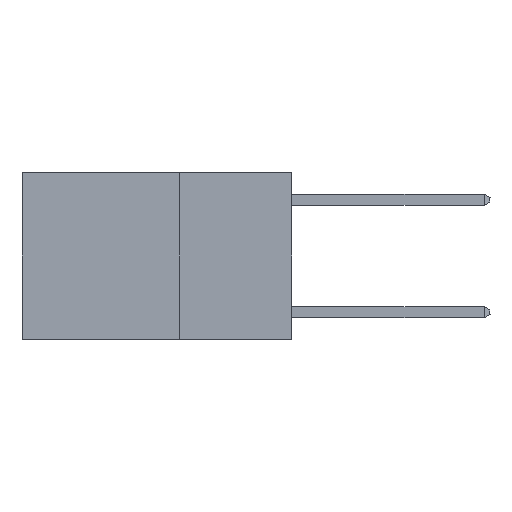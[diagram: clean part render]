
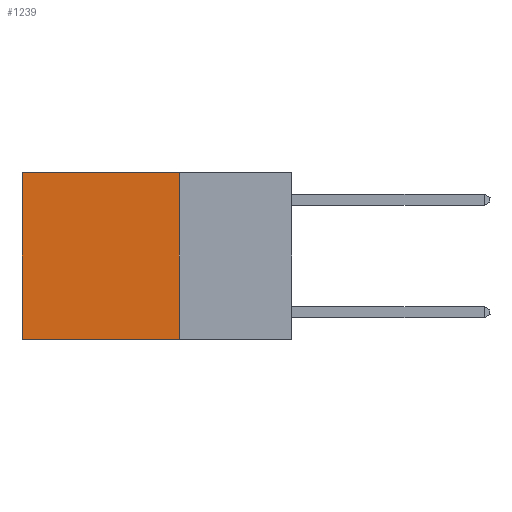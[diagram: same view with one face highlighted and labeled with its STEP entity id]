
A CAD part, left-side view. The second image highlights one B-rep face of the part: STEP entity #1239.
In plain terms, the highlighted planar face has unit normal (-1, 0, 0).
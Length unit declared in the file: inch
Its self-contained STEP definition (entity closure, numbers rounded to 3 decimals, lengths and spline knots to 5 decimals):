
#634 = VECTOR ( 'NONE', #5905, 39.37008 ) ;
#689 = ORIENTED_EDGE ( 'NONE', *, *, #4844, .T. ) ;
#889 = EDGE_CURVE ( 'NONE', #3621, #7171, #4194, .T. ) ;
#1239 = ADVANCED_FACE ( 'NONE', ( #8727 ), #2333, .F. ) ;
#1893 = CARTESIAN_POINT ( 'NONE',  ( 0.2625, 0.6, 0. ) ) ;
#1956 = AXIS2_PLACEMENT_3D ( 'NONE', #9532, #6839, #5903 ) ;
#2114 = ORIENTED_EDGE ( 'NONE', *, *, #889, .T. ) ;
#2321 = EDGE_CURVE ( 'NONE', #3621, #10244, #9846, .T. ) ;
#2333 = PLANE ( 'NONE',  #1956 ) ;
#2787 = CARTESIAN_POINT ( 'NONE',  ( 0.2625, 0.6, -0.37 ) ) ;
#3084 = DIRECTION ( 'NONE',  ( 0., 1., 0. ) ) ;
#3621 = VERTEX_POINT ( 'NONE', #5954 ) ;
#4106 = CARTESIAN_POINT ( 'NONE',  ( 0.2625, 0.25, -0.37 ) ) ;
#4194 = LINE ( 'NONE', #7653, #10117 ) ;
#4844 = EDGE_CURVE ( 'NONE', #7171, #6013, #7640, .T. ) ;
#4880 = EDGE_CURVE ( 'NONE', #10244, #6013, #9778, .T. ) ;
#5026 = CARTESIAN_POINT ( 'NONE',  ( 0.2625, 0.6, 0. ) ) ;
#5903 = DIRECTION ( 'NONE',  ( 0., 0., -1. ) ) ;
#5905 = DIRECTION ( 'NONE',  ( 0., 1., 0. ) ) ;
#5954 = CARTESIAN_POINT ( 'NONE',  ( 0.2625, 0.25, 0. ) ) ;
#6013 = VERTEX_POINT ( 'NONE', #2787 ) ;
#6211 = CARTESIAN_POINT ( 'NONE',  ( 0.2625, 0.25, 0. ) ) ;
#6230 = CARTESIAN_POINT ( 'NONE',  ( 0.2625, 0.25, -0.37 ) ) ;
#6728 = DIRECTION ( 'NONE',  ( 0., 0., -1. ) ) ;
#6839 = DIRECTION ( 'NONE',  ( 1., 0., 0. ) ) ;
#7171 = VERTEX_POINT ( 'NONE', #1893 ) ;
#7640 = LINE ( 'NONE', #5026, #11739 ) ;
#7653 = CARTESIAN_POINT ( 'NONE',  ( 0.2625, 0.25, 0. ) ) ;
#7952 = VECTOR ( 'NONE', #8030, 39.37008 ) ;
#8030 = DIRECTION ( 'NONE',  ( 0., 0., -1. ) ) ;
#8727 = FACE_OUTER_BOUND ( 'NONE', #10811, .T. ) ;
#9103 = ORIENTED_EDGE ( 'NONE', *, *, #4880, .F. ) ;
#9532 = CARTESIAN_POINT ( 'NONE',  ( 0.2625, 0.25, 0. ) ) ;
#9778 = LINE ( 'NONE', #4106, #634 ) ;
#9846 = LINE ( 'NONE', #6211, #7952 ) ;
#10117 = VECTOR ( 'NONE', #3084, 39.37008 ) ;
#10244 = VERTEX_POINT ( 'NONE', #6230 ) ;
#10811 = EDGE_LOOP ( 'NONE', ( #689, #9103, #11847, #2114 ) ) ;
#11739 = VECTOR ( 'NONE', #6728, 39.37008 ) ;
#11847 = ORIENTED_EDGE ( 'NONE', *, *, #2321, .F. ) ;
